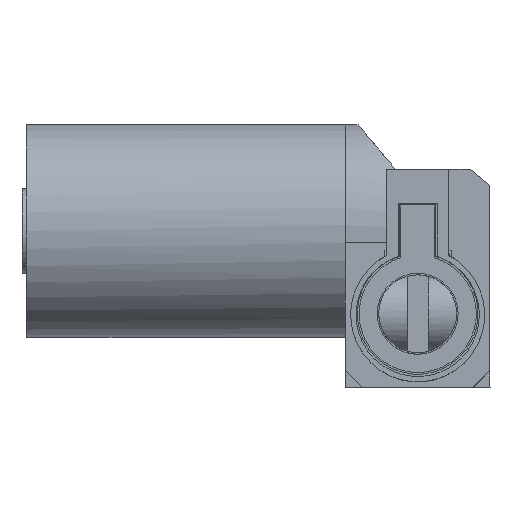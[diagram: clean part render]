
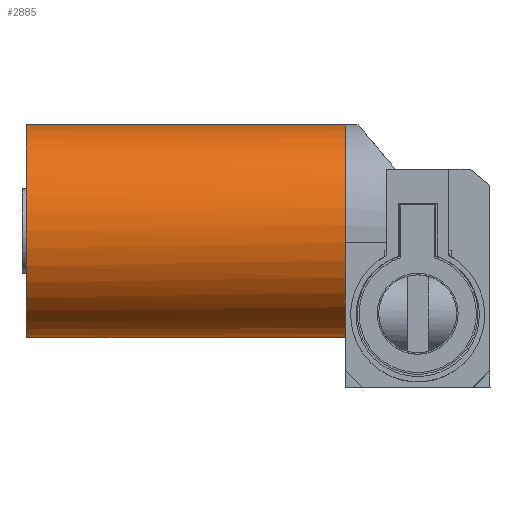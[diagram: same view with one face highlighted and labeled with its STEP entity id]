
A CAD part, top view. The second image highlights one B-rep face of the part: STEP entity #2885.
In plain terms, the highlighted cylindrical face has radius 31.879 mm (diameter 63.757 mm), a full revolution.
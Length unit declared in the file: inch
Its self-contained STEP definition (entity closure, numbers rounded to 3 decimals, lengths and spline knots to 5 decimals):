
#45=FACE_BOUND($,#536,.T.);
#121=CYLINDRICAL_SURFACE($,#3138,1.25506);
#207=CIRCLE($,#3139,1.25506);
#208=CIRCLE($,#3140,1.25506);
#209=CIRCLE($,#3141,1.25506);
#210=CIRCLE($,#3142,1.25506);
#339=FACE_OUTER_BOUND($,#535,.T.);
#535=EDGE_LOOP($,(#2276,#2277,#2278,#2279,#2280));
#536=EDGE_LOOP($,(#2281));
#786=LINE($,#4772,#1059);
#787=LINE($,#4776,#1060);
#1059=VECTOR($,#3750,0.0025);
#1060=VECTOR($,#3753,0.0025);
#1346=VERTEX_POINT($,#4770);
#1347=VERTEX_POINT($,#4771);
#1348=VERTEX_POINT($,#4773);
#1349=VERTEX_POINT($,#4775);
#1350=VERTEX_POINT($,#4777);
#1351=VERTEX_POINT($,#4780);
#1685=EDGE_CURVE($,#1346,#1347,#786,.T.);
#1686=EDGE_CURVE($,#1348,#1346,#207,.T.);
#1687=EDGE_CURVE($,#1349,#1348,#787,.T.);
#1688=EDGE_CURVE($,#1350,#1349,#208,.T.);
#1689=EDGE_CURVE($,#1347,#1350,#209,.T.);
#1690=EDGE_CURVE($,#1351,#1351,#210,.T.);
#2276=ORIENTED_EDGE($,*,*,#1685,.F.);
#2277=ORIENTED_EDGE($,*,*,#1686,.F.);
#2278=ORIENTED_EDGE($,*,*,#1687,.F.);
#2279=ORIENTED_EDGE($,*,*,#1688,.F.);
#2280=ORIENTED_EDGE($,*,*,#1689,.F.);
#2281=ORIENTED_EDGE($,*,*,#1690,.F.);
#2885=ADVANCED_FACE($,(#339,#45),#121,.T.);
#3138=AXIS2_PLACEMENT_3D($,#4769,#3748,#3749);
#3139=AXIS2_PLACEMENT_3D($,#4774,#3751,#3752);
#3140=AXIS2_PLACEMENT_3D($,#4778,#3754,#3755);
#3141=AXIS2_PLACEMENT_3D($,#4779,#3756,#3757);
#3142=AXIS2_PLACEMENT_3D($,#4781,#3758,#3759);
#3748=DIRECTION('center_axis',(-1.,0.,0.));
#3749=DIRECTION('ref_axis',(0.,0.,-1.));
#3750=DIRECTION($,(1.,0.,0.));
#3751=DIRECTION('center_axis',(1.,0.,0.));
#3752=DIRECTION('ref_axis',(0.,0.,-1.));
#3753=DIRECTION($,(-1.,0.,0.));
#3754=DIRECTION('center_axis',(1.,0.,0.));
#3755=DIRECTION('ref_axis',(0.,0.,-1.));
#3756=DIRECTION('center_axis',(1.,0.,0.));
#3757=DIRECTION('ref_axis',(0.,0.,-1.));
#3758=DIRECTION('center_axis',(-1.,0.,0.));
#3759=DIRECTION('ref_axis',(0.,0.,-1.));
#4769=CARTESIAN_POINT('Origin',(-0.85,0.99055,-1.3252));
#4770=CARTESIAN_POINT('',(-0.8525,1.51736,-2.46435));
#4771=CARTESIAN_POINT('',(-0.85,1.51736,-2.46435));
#4772=CARTESIAN_POINT($,(-0.85,1.51736,-2.46435));
#4773=CARTESIAN_POINT('',(-0.8525,0.85,-2.57237));
#4774=CARTESIAN_POINT('Origin',(-0.8525,0.99055,-1.3252));
#4775=CARTESIAN_POINT('',(-0.85,0.85,-2.57237));
#4776=CARTESIAN_POINT($,(-0.85,0.85,-2.57237));
#4777=CARTESIAN_POINT('',(-0.85,0.85,-0.07803));
#4778=CARTESIAN_POINT('Origin',(-0.85,0.99055,-1.3252));
#4779=CARTESIAN_POINT('Origin',(-0.85,0.99055,-1.3252));
#4780=CARTESIAN_POINT('',(-4.6,0.99055,-0.07013));
#4781=CARTESIAN_POINT('Origin',(-4.6,0.99055,-1.3252));
